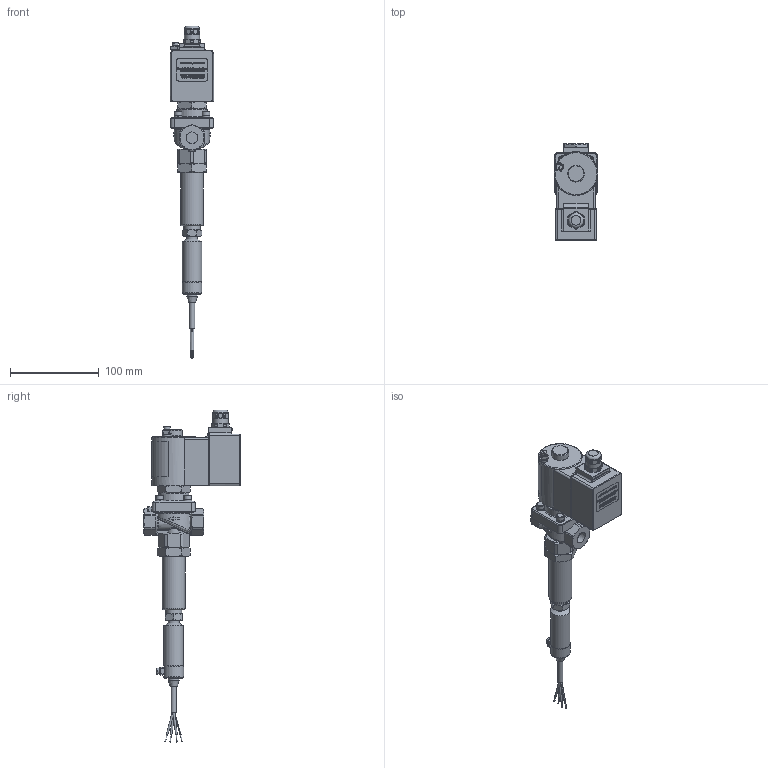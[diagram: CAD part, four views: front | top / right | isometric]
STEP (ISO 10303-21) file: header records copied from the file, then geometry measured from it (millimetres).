
FILE_DESCRIPTION(/* description */ ('3D-Modell 035.001586'),/* implementation_level */ '2;1');
FILE_NAME(/* name */ '035.001586_A3521-1004-.808-FC.stp',/* time_stamp */ '2021-02-11T07:50:09+01:00',/* author */ ('TBartelsmeier'),/* organization */ (''),/* preprocessor_version */ 'ST-DEVELOPER v16.1',/* originating_system */ 'Autodesk Inventor 2016',/* authorisation */ '');
FILE_SCHEMA (('AUTOMOTIVE_DESIGN { 1 0 10303 214 3 1 1 }'));
Products named in the file (1): 88-005005
Bounding box: 49.2 x 108.12 x 373.39 mm (x, y, z)
Volume: 147742.1 mm3; surface area: 63178.6 mm2
Topology: 1 solids, 2 shells, 2415 faces, 6513 edges, 4265 vertices
Faces by surface type: plane 1291, bspline 803, cylinder 178, cone 105, torus 32, sphere 6
Full cylindrical faces by diameter (mm): 1 x4, 2 x3, 5 x4, 6 x1, 7 x2, 7.1 x1, 7.3 x1, 8.5 x4, 9 x1, 12 x2, 13.157 x2, 17 x2, 18 x1, 19 x1, 21.9 x1, 22 x2, 25.8 x1, 34 x1, 49.2 x1
Entity records: 83690 total; most frequent: CARTESIAN_POINT 26967, ORIENTED_EDGE 12850, DIRECTION 8202, EDGE_CURVE 6424, VERTEX_POINT 4239, LINE 3964, VECTOR 3964, EDGE_LOOP 2650
